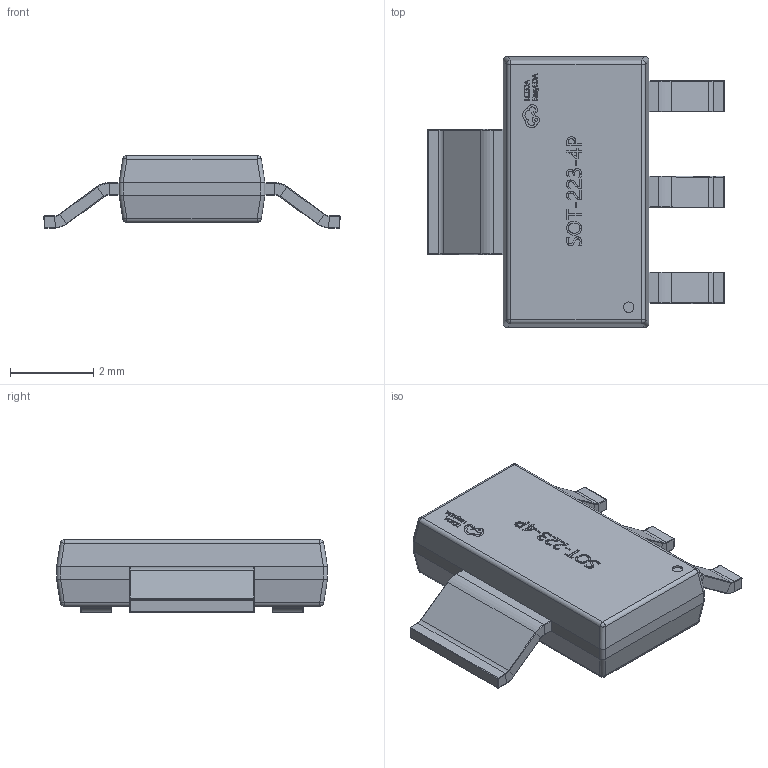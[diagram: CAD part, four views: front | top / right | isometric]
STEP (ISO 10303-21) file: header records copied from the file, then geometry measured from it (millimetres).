
FILE_DESCRIPTION(('FreeCAD Model'),'2;1');
FILE_NAME('Open CASCADE Shape Model','2025-11-04T21:17:17',(''),(''), 'Open CASCADE STEP processor 7.9','FreeCAD','Unknown');
FILE_SCHEMA(('AUTOMOTIVE_DESIGN { 1 0 10303 214 1 1 1 1 }'));
Length unit declared in the file: millimetre
Products named in the file (19): SOT-223_L6.7-W3.5-P2.30-BR~SOT-223-4P_
L6.5-W3.5-H1.6-LS7.0-P2.30~N3MX018; SOT-223_L6.7-W3.5-P2.30-BR~SOT-223-4P_L6.5-W3.5-H1.6-LS7.0-P2.30~N3MX; SOT-223_L6.7-W3.5-P2.30-BR~SOT-223-4P_
L6.5-W3.5-H1.6-LS7.0-P2.30~N3MX001; SOT-223_L6.7-W3.5-P2.30-BR~SOT-223-4P_
L6.5-W3.5-H1.6-LS7.0-P2.30~N3MX002; SOT-223_L6.7-W3.5-P2.30-BR~SOT-223-4P_
L6.5-W3.5-H1.6-LS7.0-P2.30~N3MX003; SOT-223_L6.7-W3.5-P2.30-BR~SOT-223-4P_
L6.5-W3.5-H1.6-LS7.0-P2.30~N3MX004; SOT-223_L6.7-W3.5-P2.30-BR~SOT-223-4P_
L6.5-W3.5-H1.6-LS7.0-P2.30~N3MX005; SOT-223_L6.7-W3.5-P2.30-BR~SOT-223-4P_
L6.5-W3.5-H1.6-LS7.0-P2.30~N3MX006; SOT-223_L6.7-W3.5-P2.30-BR~SOT-223-4P_
L6.5-W3.5-H1.6-LS7.0-P2.30~N3MX007; SOT-223_L6.7-W3.5-P2.30-BR~SOT-223-4P_
L6.5-W3.5-H1.6-LS7.0-P2.30~N3MX008; SOT-223_L6.7-W3.5-P2.30-BR~SOT-223-4P_
L6.5-W3.5-H1.6-LS7.0-P2.30~N3MX009; SOT-223_L6.7-W3.5-P2.30-BR~SOT-223-4P_
L6.5-W3.5-H1.6-LS7.0-P2.30~N3MX010; SOT-223_L6.7-W3.5-P2.30-BR~SOT-223-4P_
L6.5-W3.5-H1.6-LS7.0-P2.30~N3MX011; SOT-223_L6.7-W3.5-P2.30-BR~SOT-223-4P_
L6.5-W3.5-H1.6-LS7.0-P2.30~N3MX012; SOT-223_L6.7-W3.5-P2.30-BR~SOT-223-4P_
L6.5-W3.5-H1.6-LS7.0-P2.30~N3MX013; SOT-223_L6.7-W3.5-P2.30-BR~SOT-223-4P_
L6.5-W3.5-H1.6-LS7.0-P2.30~N3MX014; SOT-223_L6.7-W3.5-P2.30-BR~SOT-223-4P_
L6.5-W3.5-H1.6-LS7.0-P2.30~N3MX015; SOT-223_L6.7-W3.5-P2.30-BR~SOT-223-4P_
L6.5-W3.5-H1.6-LS7.0-P2.30~N3MX016; SOT-223_L6.7-W3.5-P2.30-BR~SOT-223-4P_
L6.5-W3.5-H1.6-LS7.0-P2.30~N3MX017
Assembly tree (18 placements, depth 2):
  SOT-223_L6.7-W3.5-P2.30-BR~SOT-223-4P_
L6.5-W3.5-H1.6-LS7.0-P2.30~N3MX018
    SOT-223_L6.7-W3.5-P2.30-BR~SOT-223-4P_L6.5-W3.5-H1.6-LS7.0-P2.30~N3MX
    SOT-223_L6.7-W3.5-P2.30-BR~SOT-223-4P_
L6.5-W3.5-H1.6-LS7.0-P2.30~N3MX001
    SOT-223_L6.7-W3.5-P2.30-BR~SOT-223-4P_
L6.5-W3.5-H1.6-LS7.0-P2.30~N3MX002
    SOT-223_L6.7-W3.5-P2.30-BR~SOT-223-4P_
L6.5-W3.5-H1.6-LS7.0-P2.30~N3MX003
    SOT-223_L6.7-W3.5-P2.30-BR~SOT-223-4P_
L6.5-W3.5-H1.6-LS7.0-P2.30~N3MX004
    SOT-223_L6.7-W3.5-P2.30-BR~SOT-223-4P_
L6.5-W3.5-H1.6-LS7.0-P2.30~N3MX005
    SOT-223_L6.7-W3.5-P2.30-BR~SOT-223-4P_
L6.5-W3.5-H1.6-LS7.0-P2.30~N3MX006
    SOT-223_L6.7-W3.5-P2.30-BR~SOT-223-4P_
L6.5-W3.5-H1.6-LS7.0-P2.30~N3MX007
    SOT-223_L6.7-W3.5-P2.30-BR~SOT-223-4P_
L6.5-W3.5-H1.6-LS7.0-P2.30~N3MX008
    SOT-223_L6.7-W3.5-P2.30-BR~SOT-223-4P_
L6.5-W3.5-H1.6-LS7.0-P2.30~N3MX009
    SOT-223_L6.7-W3.5-P2.30-BR~SOT-223-4P_
L6.5-W3.5-H1.6-LS7.0-P2.30~N3MX010
    SOT-223_L6.7-W3.5-P2.30-BR~SOT-223-4P_
L6.5-W3.5-H1.6-LS7.0-P2.30~N3MX011
    SOT-223_L6.7-W3.5-P2.30-BR~SOT-223-4P_
L6.5-W3.5-H1.6-LS7.0-P2.30~N3MX012
    SOT-223_L6.7-W3.5-P2.30-BR~SOT-223-4P_
L6.5-W3.5-H1.6-LS7.0-P2.30~N3MX013
    SOT-223_L6.7-W3.5-P2.30-BR~SOT-223-4P_
L6.5-W3.5-H1.6-LS7.0-P2.30~N3MX014
    SOT-223_L6.7-W3.5-P2.30-BR~SOT-223-4P_
L6.5-W3.5-H1.6-LS7.0-P2.30~N3MX015
    SOT-223_L6.7-W3.5-P2.30-BR~SOT-223-4P_
L6.5-W3.5-H1.6-LS7.0-P2.30~N3MX016
    SOT-223_L6.7-W3.5-P2.30-BR~SOT-223-4P_
L6.5-W3.5-H1.6-LS7.0-P2.30~N3MX017
Bounding box: 7.11 x 6.5 x 1.75 mm (x, y, z)
Volume: 38.3 mm3; surface area: 101.7 mm2
Topology: 18 solids, 18 shells, 664 faces, 1629 edges, 1014 vertices
Faces by surface type: plane 332, bspline 166, cylinder 106, torus 32, sphere 28
Entity records: 24726 total; most frequent: CARTESIAN_POINT 9004, ORIENTED_EDGE 3242, DIRECTION 2535, EDGE_CURVE 1621, LINE 1021, VECTOR 1021, VERTEX_POINT 1014, AXIS2_PLACEMENT_3D 757
